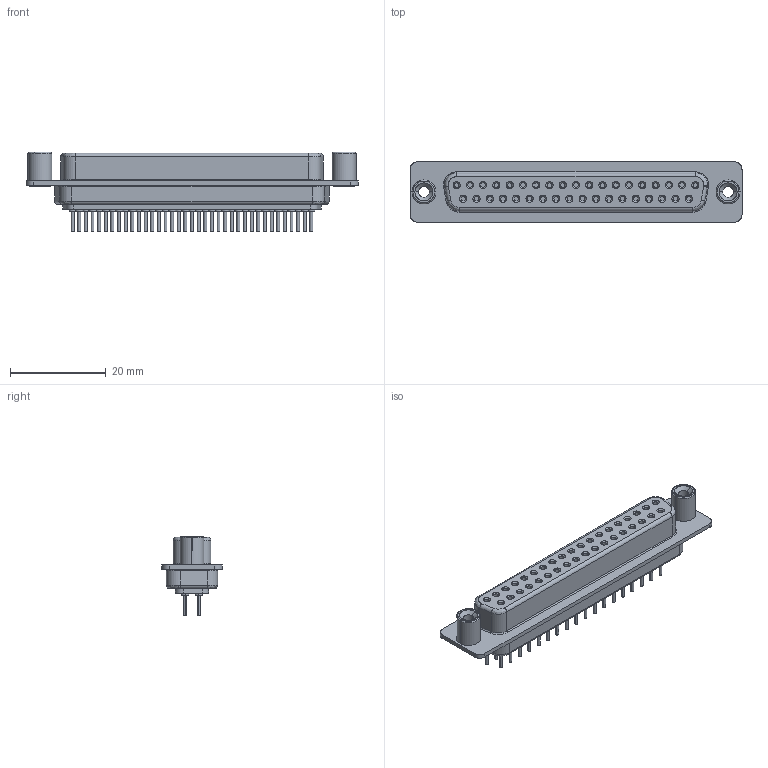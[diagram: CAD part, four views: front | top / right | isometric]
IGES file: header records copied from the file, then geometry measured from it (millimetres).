
Start section: SolidWorks IGES file using analytic representation for surfaces
Global section: file name: K85X-CD-37S-R_rA2.IGS; native system: SolidWorks 2012; preprocessor: SolidWorks 2012; author: Daniel; date: 130322.120346; units: millimetre
Bounding box: 69.32 x 12.55 x 16.6 mm (x, y, z)
Surface area: 4391.5 mm2 (no closed solid volume)
Topology: 0 solids, 0 shells, 517 faces, 5944 edges, 5944 vertices
Faces by surface type: revolution 347, bspline 170
